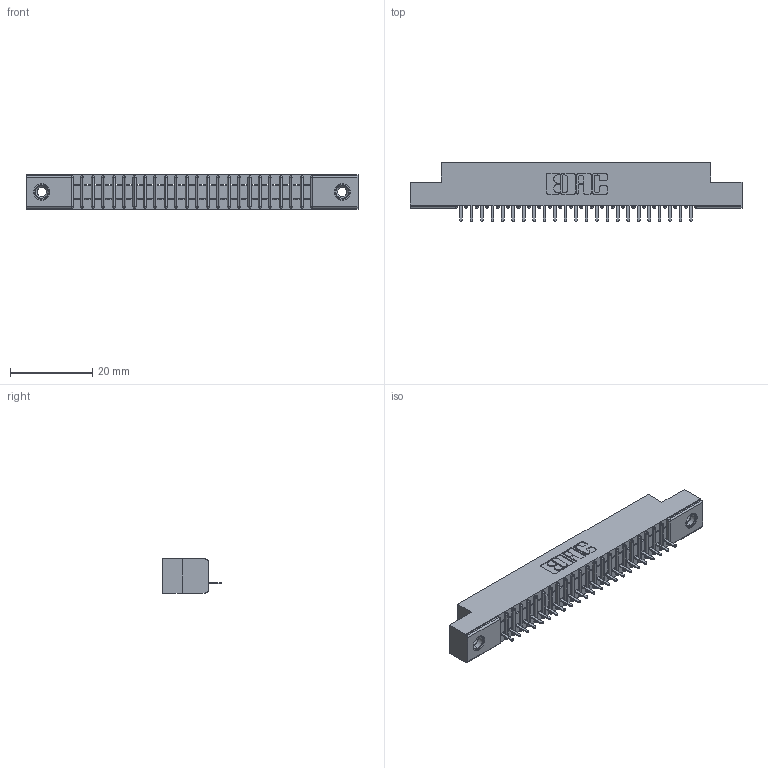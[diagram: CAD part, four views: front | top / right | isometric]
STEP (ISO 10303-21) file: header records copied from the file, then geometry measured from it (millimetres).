
FILE_DESCRIPTION (( 'STEP AP203' ), '1' );
FILE_NAME ('341-023-520-108.STEP', '2018-08-06T17:41:06', ( '' ), ( '' ), 'SwSTEP 2.0', 'SolidWorks 2016', '' );
FILE_SCHEMA (( 'CONFIG_CONTROL_DESIGN' ));
Length unit declared in the file: inch
Products named in the file (4): 345-250-001_345-250-003-102; 341-023-520-108; 341 Part_.156 (3.96) Dia Mounting Holes; 341-292-001_341-292-120
Assembly tree (26 placements, depth 2):
  341-023-520-108
    341 Part_.156 (3.96) Dia Mounting Holes
    341-292-001_341-292-120  x23
    345-250-001_345-250-003-102  x2
Bounding box: 80.64 x 14.27 x 8.38 mm (x, y, z)
Volume: 4418.3 mm3; surface area: 8167.9 mm2
Topology: 26 solids, 26 shells, 2062 faces, 5903 edges, 3786 vertices
Faces by surface type: plane 1273, cylinder 681, sphere 48, torus 48, cone 12
Entity records: 30815 total; most frequent: CARTESIAN_POINT 5205, ORIENTED_EDGE 5186, DIRECTION 5051, EDGE_CURVE 2593, VECTOR 2071, LINE 2071, VERTEX_POINT 1644, AXIS2_PLACEMENT_3D 1490
